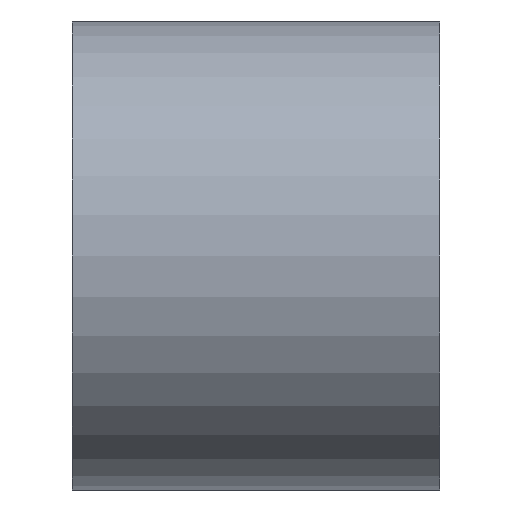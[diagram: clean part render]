
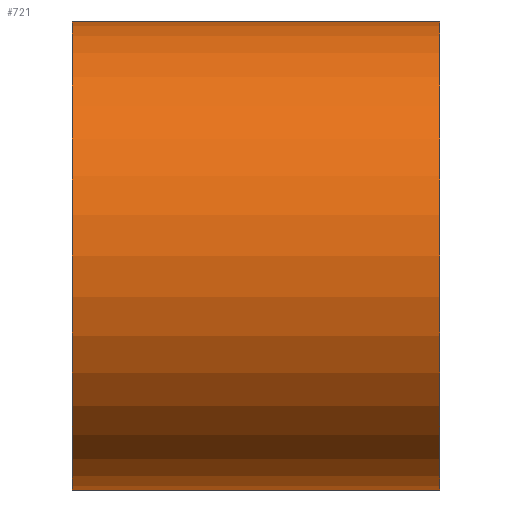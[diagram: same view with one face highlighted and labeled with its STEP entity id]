
A CAD part, left-side view. The second image highlights one B-rep face of the part: STEP entity #721.
In plain terms, the highlighted cylindrical face has radius 3.5 mm (diameter 7 mm), a partial arc.
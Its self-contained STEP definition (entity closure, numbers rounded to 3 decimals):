
#38 = VERTEX_POINT ( 'NONE', #72 ) ;
#72 = CARTESIAN_POINT ( 'NONE',  ( 0., 5.5, -3.5 ) ) ;
#94 = ORIENTED_EDGE ( 'NONE', *, *, #205, .F. ) ;
#129 = AXIS2_PLACEMENT_3D ( 'NONE', #498, #940, #569 ) ;
#140 = AXIS2_PLACEMENT_3D ( 'NONE', #238, #755, #345 ) ;
#190 = EDGE_CURVE ( 'NONE', #38, #745, #736, .T. ) ;
#191 = FACE_OUTER_BOUND ( 'NONE', #375, .T. ) ;
#192 = EDGE_CURVE ( 'NONE', #38, #772, #892, .T. ) ;
#203 = EDGE_CURVE ( 'NONE', #745, #554, #539, .T. ) ;
#205 = EDGE_CURVE ( 'NONE', #772, #554, #520, .T. ) ;
#238 = CARTESIAN_POINT ( 'NONE',  ( 0., 5.5, 0. ) ) ;
#316 = VECTOR ( 'NONE', #638, 1000. ) ;
#340 = AXIS2_PLACEMENT_3D ( 'NONE', #415, #497, #937 ) ;
#345 = DIRECTION ( 'NONE',  ( 0., 0., 1. ) ) ;
#363 = ORIENTED_EDGE ( 'NONE', *, *, #192, .F. ) ;
#368 = VECTOR ( 'NONE', #692, 1000. ) ;
#375 = EDGE_LOOP ( 'NONE', ( #94, #363, #754, #905 ) ) ;
#415 = CARTESIAN_POINT ( 'NONE',  ( 0., 5.5, 0. ) ) ;
#496 = CARTESIAN_POINT ( 'NONE',  ( 0., 5.5, 3.5 ) ) ;
#497 = DIRECTION ( 'NONE',  ( 0., -1., 0. ) ) ;
#498 = CARTESIAN_POINT ( 'NONE',  ( 0., 0., 0. ) ) ;
#520 = LINE ( 'NONE', #496, #316 ) ;
#539 = CIRCLE ( 'NONE', #129, 3.5 ) ;
#554 = VERTEX_POINT ( 'NONE', #624 ) ;
#569 = DIRECTION ( 'NONE',  ( 0., 0., 1. ) ) ;
#577 = CYLINDRICAL_SURFACE ( 'NONE', #340, 3.5 ) ;
#621 = CARTESIAN_POINT ( 'NONE',  ( 0., 5.5, -3.5 ) ) ;
#624 = CARTESIAN_POINT ( 'NONE',  ( 0., 0., 3.5 ) ) ;
#637 = CARTESIAN_POINT ( 'NONE',  ( 0., 0., -3.5 ) ) ;
#638 = DIRECTION ( 'NONE',  ( 0., -1., 0. ) ) ;
#692 = DIRECTION ( 'NONE',  ( 0., -1., 0. ) ) ;
#721 = ADVANCED_FACE ( 'NONE', ( #191 ), #577, .T. ) ;
#736 = LINE ( 'NONE', #621, #368 ) ;
#745 = VERTEX_POINT ( 'NONE', #637 ) ;
#754 = ORIENTED_EDGE ( 'NONE', *, *, #190, .T. ) ;
#755 = DIRECTION ( 'NONE',  ( 0., 1., 0. ) ) ;
#772 = VERTEX_POINT ( 'NONE', #998 ) ;
#892 = CIRCLE ( 'NONE', #140, 3.5 ) ;
#905 = ORIENTED_EDGE ( 'NONE', *, *, #203, .T. ) ;
#937 = DIRECTION ( 'NONE',  ( 0., 0., -1. ) ) ;
#940 = DIRECTION ( 'NONE',  ( 0., 1., 0. ) ) ;
#998 = CARTESIAN_POINT ( 'NONE',  ( 0., 5.5, 3.5 ) ) ;
